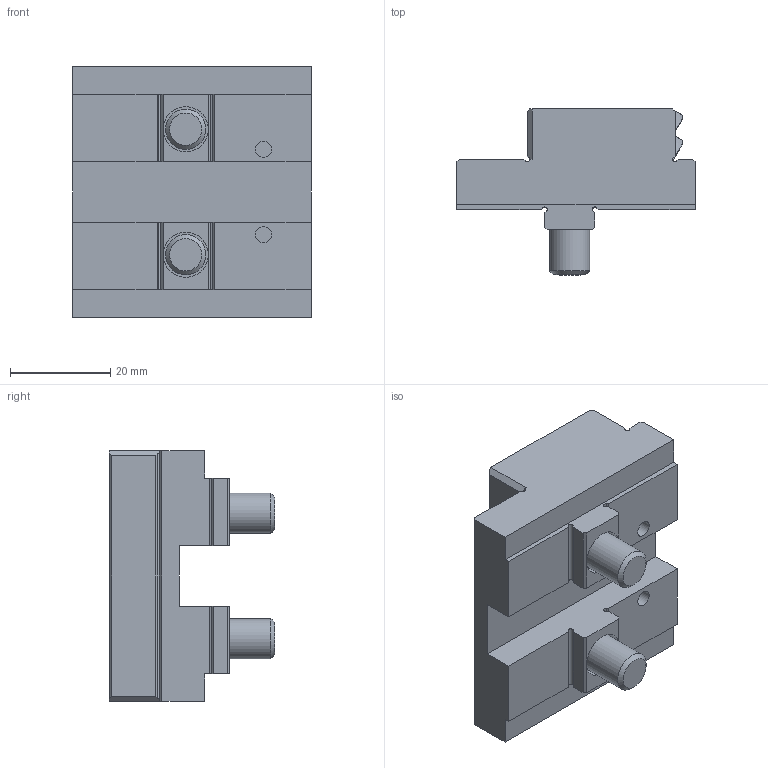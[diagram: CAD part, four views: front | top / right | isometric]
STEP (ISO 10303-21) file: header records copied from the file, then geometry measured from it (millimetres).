
FILE_DESCRIPTION((''),'2;1');
FILE_NAME('301-0050-004-Kunde.stp','2012-12-03T15:07:07',('adam'),(''),'Autodesk Inventor 2012','Autodesk Inventor 2012','');
FILE_SCHEMA(('AUTOMOTIVE_DESIGN { 1 0 10303 214 1 1 1 1 }'));
Length unit declared in the file: millimetre
Products named in the file (1): 301-0050-004-Kunde
Bounding box: 47.5 x 33 x 50 mm (x, y, z)
Volume: 35210.8 mm3; surface area: 13342.2 mm2
Topology: 1 solids, 1 shells, 140 faces, 378 edges, 248 vertices
Faces by surface type: plane 108, cylinder 22, cone 8, torus 2
Full cylindrical faces by diameter (mm): 3.242 x2, 8 x2, 9 x2, 13 x2, 14 x2
Entity records: 4447 total; most frequent: CARTESIAN_POINT 837, ORIENTED_EDGE 712, DIRECTION 694, EDGE_CURVE 356, VECTOR 248, LINE 248, VERTEX_POINT 242, AXIS2_PLACEMENT_3D 223
